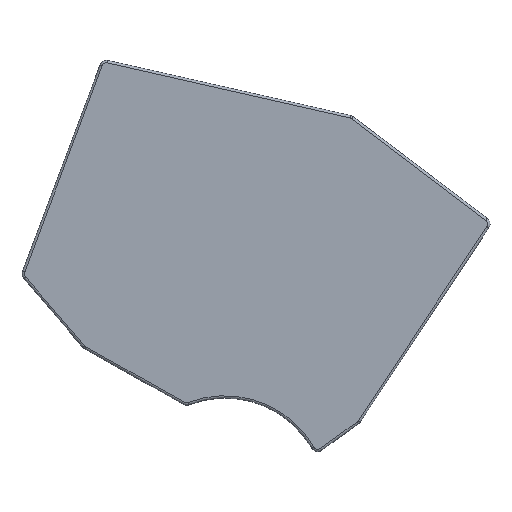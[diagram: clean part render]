
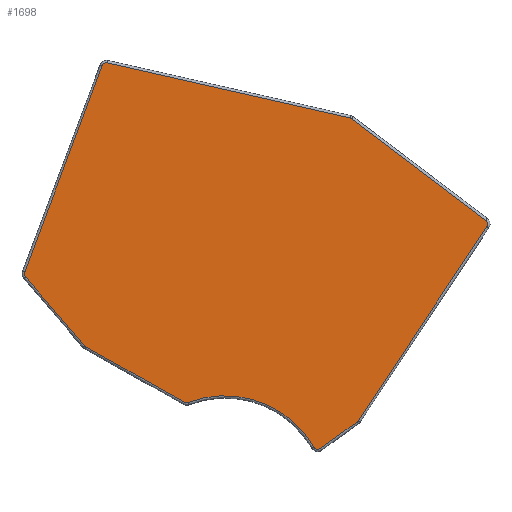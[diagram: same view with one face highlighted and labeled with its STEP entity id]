
A CAD part, top view. The second image highlights one B-rep face of the part: STEP entity #1698.
In plain terms, the highlighted planar face has unit normal (0, 0, 1).
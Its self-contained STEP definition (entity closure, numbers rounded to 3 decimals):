
#54=PLANE('',#1843);
#93=LINE('',#2500,#242);
#95=LINE('',#2512,#244);
#97=LINE('',#2524,#246);
#99=LINE('',#2536,#248);
#101=LINE('',#2548,#250);
#103=LINE('',#2560,#252);
#106=LINE('',#2582,#255);
#242=VECTOR('',#1981,99.649);
#244=VECTOR('',#1995,72.109);
#246=VECTOR('',#2009,106.356);
#248=VECTOR('',#2023,94.419);
#250=VECTOR('',#2037,38.818);
#252=VECTOR('',#2051,48.51);
#255=VECTOR('',#2080,19.441);
#450=FACE_OUTER_BOUND('',#554,.T.);
#554=EDGE_LOOP('',(#1235,#1236,#1237,#1238,#1239,#1240,#1241,#1242,#1243,
#1244,#1245,#1246,#1247,#1248,#1249,#1250));
#637=CIRCLE('',#1784,2.);
#640=CIRCLE('',#1789,2.);
#644=CIRCLE('',#1795,2.);
#648=CIRCLE('',#1801,2.);
#652=CIRCLE('',#1807,2.);
#656=CIRCLE('',#1813,2.);
#660=CIRCLE('',#1819,2.);
#663=CIRCLE('',#1823,43.839);
#666=CIRCLE('',#1827,2.);
#718=VERTEX_POINT('',#2489);
#720=VERTEX_POINT('',#2493);
#721=VERTEX_POINT('',#2497);
#723=VERTEX_POINT('',#2503);
#725=VERTEX_POINT('',#2509);
#727=VERTEX_POINT('',#2515);
#729=VERTEX_POINT('',#2521);
#731=VERTEX_POINT('',#2527);
#733=VERTEX_POINT('',#2533);
#735=VERTEX_POINT('',#2539);
#737=VERTEX_POINT('',#2545);
#739=VERTEX_POINT('',#2551);
#741=VERTEX_POINT('',#2557);
#743=VERTEX_POINT('',#2563);
#745=VERTEX_POINT('',#2569);
#747=VERTEX_POINT('',#2575);
#878=EDGE_CURVE('',#718,#720,#637,.T.);
#880=EDGE_CURVE('',#720,#721,#93,.T.);
#883=EDGE_CURVE('',#721,#723,#640,.T.);
#886=EDGE_CURVE('',#723,#725,#95,.T.);
#889=EDGE_CURVE('',#725,#727,#644,.T.);
#892=EDGE_CURVE('',#727,#729,#97,.T.);
#895=EDGE_CURVE('',#729,#731,#648,.T.);
#898=EDGE_CURVE('',#731,#733,#99,.T.);
#901=EDGE_CURVE('',#733,#735,#652,.T.);
#904=EDGE_CURVE('',#735,#737,#101,.T.);
#907=EDGE_CURVE('',#737,#739,#656,.T.);
#910=EDGE_CURVE('',#739,#741,#103,.T.);
#913=EDGE_CURVE('',#741,#743,#660,.T.);
#916=EDGE_CURVE('',#743,#745,#663,.T.);
#919=EDGE_CURVE('',#745,#747,#666,.T.);
#922=EDGE_CURVE('',#747,#718,#106,.T.);
#1235=ORIENTED_EDGE('',*,*,#878,.T.);
#1236=ORIENTED_EDGE('',*,*,#880,.T.);
#1237=ORIENTED_EDGE('',*,*,#883,.T.);
#1238=ORIENTED_EDGE('',*,*,#886,.T.);
#1239=ORIENTED_EDGE('',*,*,#889,.T.);
#1240=ORIENTED_EDGE('',*,*,#892,.T.);
#1241=ORIENTED_EDGE('',*,*,#895,.T.);
#1242=ORIENTED_EDGE('',*,*,#898,.T.);
#1243=ORIENTED_EDGE('',*,*,#901,.T.);
#1244=ORIENTED_EDGE('',*,*,#904,.T.);
#1245=ORIENTED_EDGE('',*,*,#907,.T.);
#1246=ORIENTED_EDGE('',*,*,#910,.T.);
#1247=ORIENTED_EDGE('',*,*,#913,.T.);
#1248=ORIENTED_EDGE('',*,*,#916,.T.);
#1249=ORIENTED_EDGE('',*,*,#919,.T.);
#1250=ORIENTED_EDGE('',*,*,#922,.T.);
#1698=ADVANCED_FACE('',(#450),#54,.T.);
#1784=AXIS2_PLACEMENT_3D('',#2495,#1975,#1976);
#1789=AXIS2_PLACEMENT_3D('',#2506,#1987,#1988);
#1795=AXIS2_PLACEMENT_3D('',#2518,#2001,#2002);
#1801=AXIS2_PLACEMENT_3D('',#2530,#2015,#2016);
#1807=AXIS2_PLACEMENT_3D('',#2542,#2029,#2030);
#1813=AXIS2_PLACEMENT_3D('',#2554,#2043,#2044);
#1819=AXIS2_PLACEMENT_3D('',#2566,#2057,#2058);
#1823=AXIS2_PLACEMENT_3D('',#2572,#2065,#2066);
#1827=AXIS2_PLACEMENT_3D('',#2578,#2073,#2074);
#1843=AXIS2_PLACEMENT_3D('',#2643,#2117,#2118);
#1975=DIRECTION('center_axis',(0.,0.,1.));
#1976=DIRECTION('ref_axis',(0.721,-0.693,0.));
#1981=DIRECTION('',(0.552,0.834,0.));
#1987=DIRECTION('center_axis',(0.,0.,1.));
#1988=DIRECTION('ref_axis',(0.986,0.168,0.));
#1995=DIRECTION('',(-0.797,0.604,0.));
#2001=DIRECTION('center_axis',(0.,0.,1.));
#2002=DIRECTION('ref_axis',(0.422,0.907,0.));
#2009=DIRECTION('',(-0.975,0.221,0.));
#2015=DIRECTION('center_axis',(0.,0.,1.));
#2016=DIRECTION('ref_axis',(-0.474,0.88,0.));
#2023=DIRECTION('',(-0.352,-0.936,0.));
#2029=DIRECTION('center_axis',(0.,0.,1.));
#2030=DIRECTION('ref_axis',(-0.985,-0.174,0.));
#2037=DIRECTION('',(0.651,-0.759,0.));
#2043=DIRECTION('center_axis',(0.,0.,1.));
#2044=DIRECTION('ref_axis',(-0.635,-0.773,0.));
#2051=DIRECTION('',(0.871,-0.491,0.));
#2057=DIRECTION('center_axis',(0.,0.,1.));
#2058=DIRECTION('ref_axis',(-0.073,-0.997,0.));
#2065=DIRECTION('center_axis',(0.,0.,-1.));
#2066=DIRECTION('ref_axis',(0.334,0.943,0.));
#2073=DIRECTION('center_axis',(0.,0.,1.));
#2074=DIRECTION('ref_axis',(-0.21,-0.978,0.));
#2080=DIRECTION('',(0.812,0.584,0.));
#2117=DIRECTION('center_axis',(0.,0.,1.));
#2118=DIRECTION('ref_axis',(1.,0.,0.));
#2489=CARTESIAN_POINT('',(343.483,-183.338,10.));
#2493=CARTESIAN_POINT('',(343.982,-182.819,10.));
#2495=CARTESIAN_POINT('Origin',(342.315,-181.715,10.));
#2497=CARTESIAN_POINT('',(399.024,-99.752,10.));
#2500=CARTESIAN_POINT('',(382.417,-124.815,10.));
#2503=CARTESIAN_POINT('',(398.565,-97.053,10.));
#2506=CARTESIAN_POINT('Origin',(397.357,-98.647,10.));
#2509=CARTESIAN_POINT('',(341.083,-53.514,10.));
#2512=CARTESIAN_POINT('',(339.549,-52.351,10.));
#2515=CARTESIAN_POINT('',(340.318,-53.157,10.));
#2518=CARTESIAN_POINT('Origin',(339.876,-55.108,10.));
#2521=CARTESIAN_POINT('',(236.6,-29.622,10.));
#2524=CARTESIAN_POINT('',(272.12,-37.682,10.));
#2527=CARTESIAN_POINT('',(234.285,-30.868,10.));
#2530=CARTESIAN_POINT('Origin',(236.157,-31.572,10.));
#2533=CARTESIAN_POINT('',(201.035,-119.238,10.));
#2536=CARTESIAN_POINT('',(208.61,-99.104,10.));
#2539=CARTESIAN_POINT('',(201.388,-121.244,10.));
#2542=CARTESIAN_POINT('Origin',(202.907,-119.943,10.));
#2545=CARTESIAN_POINT('',(226.652,-150.716,10.));
#2548=CARTESIAN_POINT('',(230.848,-155.612,10.));
#2551=CARTESIAN_POINT('',(227.189,-151.158,10.));
#2554=CARTESIAN_POINT('Origin',(228.17,-149.415,10.));
#2557=CARTESIAN_POINT('',(269.462,-174.954,10.));
#2560=CARTESIAN_POINT('',(265.833,-172.911,10.));
#2563=CARTESIAN_POINT('',(271.159,-175.078,10.));
#2566=CARTESIAN_POINT('Origin',(270.443,-173.211,10.));
#2569=CARTESIAN_POINT('',(324.803,-194.072,10.));
#2572=CARTESIAN_POINT('Origin',(286.85,-216.014,10.));
#2575=CARTESIAN_POINT('',(327.703,-194.694,10.));
#2578=CARTESIAN_POINT('Origin',(326.535,-193.071,10.));
#2582=CARTESIAN_POINT('',(346.225,-181.364,10.));
#2643=CARTESIAN_POINT('Origin',(296.367,-107.243,10.));
